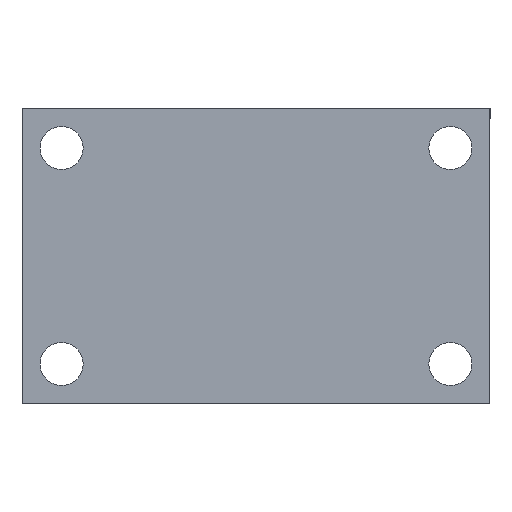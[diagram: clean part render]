
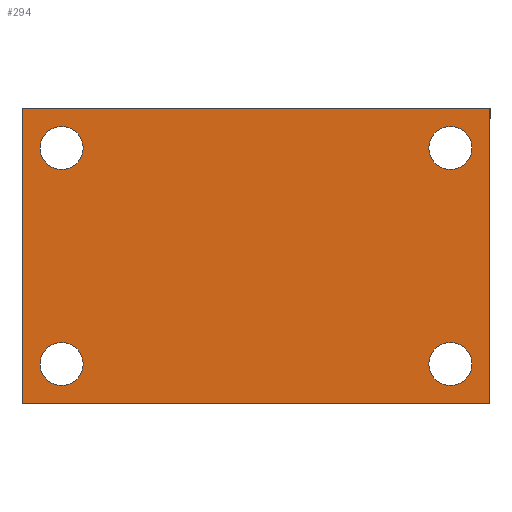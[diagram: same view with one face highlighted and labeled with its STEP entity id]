
A CAD part, front view. The second image highlights one B-rep face of the part: STEP entity #294.
In plain terms, the highlighted planar face has unit normal (0, -1, 0).
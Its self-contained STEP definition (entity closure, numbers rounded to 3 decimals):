
#32=FACE_BOUND('',#123,.T.);
#33=FACE_BOUND('',#124,.T.);
#34=FACE_BOUND('',#125,.T.);
#35=FACE_BOUND('',#126,.T.);
#43=PLANE('',#343);
#50=LINE('',#492,#68);
#54=LINE('',#500,#72);
#57=LINE('',#506,#75);
#60=LINE('',#511,#78);
#68=VECTOR('',#413,10.);
#72=VECTOR('',#419,10.);
#75=VECTOR('',#424,10.);
#78=VECTOR('',#429,10.);
#100=FACE_OUTER_BOUND('',#122,.T.);
#122=EDGE_LOOP('',(#269,#270,#271,#272));
#123=EDGE_LOOP('',(#273));
#124=EDGE_LOOP('',(#274));
#125=EDGE_LOOP('',(#275));
#126=EDGE_LOOP('',(#276));
#138=CIRCLE('',#328,1.5);
#140=CIRCLE('',#331,1.5);
#142=CIRCLE('',#334,1.5);
#144=CIRCLE('',#337,1.5);
#154=VERTEX_POINT('',#468);
#156=VERTEX_POINT('',#474);
#158=VERTEX_POINT('',#480);
#160=VERTEX_POINT('',#486);
#161=VERTEX_POINT('',#490);
#162=VERTEX_POINT('',#491);
#165=VERTEX_POINT('',#499);
#167=VERTEX_POINT('',#505);
#183=EDGE_CURVE('',#154,#154,#138,.T.);
#186=EDGE_CURVE('',#156,#156,#140,.T.);
#189=EDGE_CURVE('',#158,#158,#142,.T.);
#192=EDGE_CURVE('',#160,#160,#144,.T.);
#193=EDGE_CURVE('',#161,#162,#50,.T.);
#197=EDGE_CURVE('',#165,#161,#54,.T.);
#200=EDGE_CURVE('',#167,#165,#57,.T.);
#203=EDGE_CURVE('',#162,#167,#60,.T.);
#269=ORIENTED_EDGE('',*,*,#203,.F.);
#270=ORIENTED_EDGE('',*,*,#193,.F.);
#271=ORIENTED_EDGE('',*,*,#197,.F.);
#272=ORIENTED_EDGE('',*,*,#200,.F.);
#273=ORIENTED_EDGE('',*,*,#192,.F.);
#274=ORIENTED_EDGE('',*,*,#189,.F.);
#275=ORIENTED_EDGE('',*,*,#186,.F.);
#276=ORIENTED_EDGE('',*,*,#183,.F.);
#294=ADVANCED_FACE('',(#100,#32,#33,#34,#35),#43,.F.);
#328=AXIS2_PLACEMENT_3D('',#470,#388,#389);
#331=AXIS2_PLACEMENT_3D('',#476,#395,#396);
#334=AXIS2_PLACEMENT_3D('',#482,#402,#403);
#337=AXIS2_PLACEMENT_3D('',#488,#409,#410);
#343=AXIS2_PLACEMENT_3D('',#514,#433,#434);
#388=DIRECTION('center_axis',(0.,-1.,0.));
#389=DIRECTION('ref_axis',(-1.,0.,0.));
#395=DIRECTION('center_axis',(0.,-1.,0.));
#396=DIRECTION('ref_axis',(-1.,0.,0.));
#402=DIRECTION('center_axis',(0.,-1.,0.));
#403=DIRECTION('ref_axis',(-1.,0.,0.));
#409=DIRECTION('center_axis',(0.,-1.,0.));
#410=DIRECTION('ref_axis',(-1.,0.,0.));
#413=DIRECTION('',(-1.,0.,0.));
#419=DIRECTION('',(0.,0.,-1.));
#424=DIRECTION('',(1.,0.,0.));
#429=DIRECTION('',(0.,0.,1.));
#433=DIRECTION('center_axis',(0.,1.,0.));
#434=DIRECTION('ref_axis',(-1.,0.,0.));
#468=CARTESIAN_POINT('',(21.7,0.,7.5));
#470=CARTESIAN_POINT('Origin',(20.2,0.,7.5));
#474=CARTESIAN_POINT('',(-5.3,0.,-7.5));
#476=CARTESIAN_POINT('Origin',(-6.8,0.,-7.5));
#480=CARTESIAN_POINT('',(-5.3,0.,7.5));
#482=CARTESIAN_POINT('Origin',(-6.8,0.,7.5));
#486=CARTESIAN_POINT('',(21.7,0.,-7.5));
#488=CARTESIAN_POINT('Origin',(20.2,0.,-7.5));
#490=CARTESIAN_POINT('',(22.95,0.,-10.25));
#491=CARTESIAN_POINT('',(-9.55,0.,-10.25));
#492=CARTESIAN_POINT('',(22.95,0.,-10.25));
#499=CARTESIAN_POINT('',(22.95,0.,10.25));
#500=CARTESIAN_POINT('',(22.95,0.,10.25));
#505=CARTESIAN_POINT('',(-9.55,0.,10.25));
#506=CARTESIAN_POINT('',(-9.55,0.,10.25));
#511=CARTESIAN_POINT('',(-9.55,0.,-10.25));
#514=CARTESIAN_POINT('Origin',(6.7,0.,0.));
